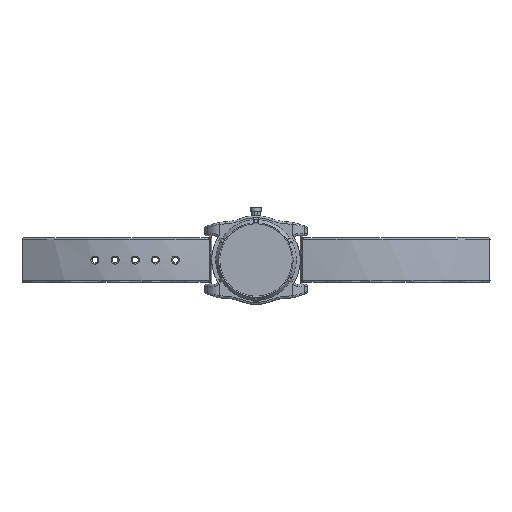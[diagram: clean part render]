
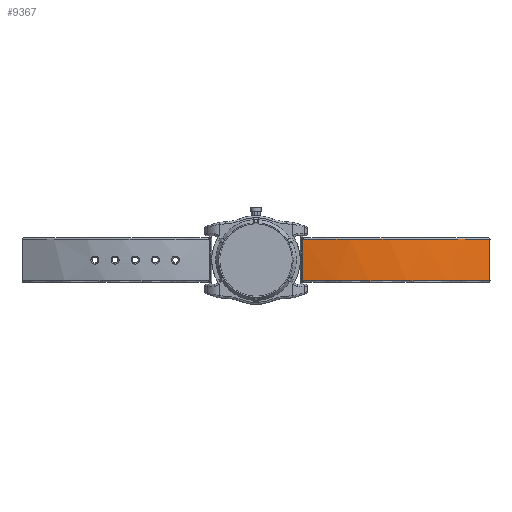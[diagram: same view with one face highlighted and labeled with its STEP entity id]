
A CAD part, top view. The second image highlights one B-rep face of the part: STEP entity #9367.
In plain terms, the highlighted free-form (B-spline) face has degree [5, 1] with [15, 2] control points.
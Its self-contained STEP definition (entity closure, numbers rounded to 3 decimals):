
#9231 = VERTEX_POINT('',#9232);
#9232 = CARTESIAN_POINT('',(125.246,-11.07,
    -10.148));
#9275 = EDGE_CURVE('',#9276,#9231,#9278,.T.);
#9276 = VERTEX_POINT('',#9277);
#9277 = CARTESIAN_POINT('',(125.246,11.07,
    -10.148));
#9278 = B_SPLINE_CURVE_WITH_KNOTS('',3,(#9279,#9280,#9281,#9282),
  .UNSPECIFIED.,.F.,.F.,(4,4),(0.,2.05),.PIECEWISE_BEZIER_KNOTS.);
#9279 = CARTESIAN_POINT('',(125.246,11.07,
    -10.148));
#9280 = CARTESIAN_POINT('',(125.246,3.69,
    -10.148));
#9281 = CARTESIAN_POINT('',(125.246,-3.69,
    -10.148));
#9282 = CARTESIAN_POINT('',(125.246,-11.07,
    -10.148));
#9367 = ADVANCED_FACE('',(#9368),#9402,.F.);
#9368 = FACE_BOUND('',#9369,.F.);
#9369 = EDGE_LOOP('',(#9370,#9383,#9390,#9401));
#9370 = ORIENTED_EDGE('',*,*,#9371,.T.);
#9371 = EDGE_CURVE('',#9231,#9372,#9374,.T.);
#9372 = VERTEX_POINT('',#9373);
#9373 = CARTESIAN_POINT('',(24.9,-11.07,
    8.718));
#9374 = B_SPLINE_CURVE_WITH_KNOTS('',3,(#9375,#9376,#9377,#9378,#9379,
    #9380,#9381,#9382),.UNSPECIFIED.,.F.,.F.,(4,1,1,1,1,4),(
    -9.632,-8.256,-6.88,-4.128,
    -2.752,0.),.UNSPECIFIED.);
#9375 = CARTESIAN_POINT('',(125.246,-11.07,
    -10.148));
#9376 = CARTESIAN_POINT('',(120.985,-11.07,
    -7.583));
#9377 = CARTESIAN_POINT('',(112.264,-11.07,
    -2.791));
#9378 = CARTESIAN_POINT('',(94.03,-11.07,
    5.295));
#9379 = CARTESIAN_POINT('',(74.57,-11.07,
    10.319));
#9380 = CARTESIAN_POINT('',(49.614,-11.07,
    11.828));
#9381 = CARTESIAN_POINT('',(34.704,-11.07,
    10.415));
#9382 = CARTESIAN_POINT('',(24.9,-11.07,
    8.718));
#9383 = ORIENTED_EDGE('',*,*,#9384,.T.);
#9384 = EDGE_CURVE('',#9372,#9385,#9387,.T.);
#9385 = VERTEX_POINT('',#9386);
#9386 = CARTESIAN_POINT('',(24.9,11.07,
    8.718));
#9387 = B_SPLINE_CURVE_WITH_KNOTS('',1,(#9388,#9389),.UNSPECIFIED.,.F.,
  .F.,(2,2),(-10.25,10.25),.PIECEWISE_BEZIER_KNOTS.);
#9388 = CARTESIAN_POINT('',(24.9,-11.07,
    8.718));
#9389 = CARTESIAN_POINT('',(24.9,11.07,
    8.718));
#9390 = ORIENTED_EDGE('',*,*,#9391,.T.);
#9391 = EDGE_CURVE('',#9385,#9276,#9392,.T.);
#9392 = B_SPLINE_CURVE_WITH_KNOTS('',3,(#9393,#9394,#9395,#9396,#9397,
    #9398,#9399,#9400),.UNSPECIFIED.,.F.,.F.,(4,1,1,1,1,4),(0.,
    2.752,4.128,5.504,6.88,
    9.632),.UNSPECIFIED.);
#9393 = CARTESIAN_POINT('',(24.9,11.07,
    8.718));
#9394 = CARTESIAN_POINT('',(34.704,11.07,
    10.415));
#9395 = CARTESIAN_POINT('',(49.616,11.07,
    11.84));
#9396 = CARTESIAN_POINT('',(69.575,11.07,
    10.605));
#9397 = CARTESIAN_POINT('',(84.305,11.07,
    7.833));
#9398 = CARTESIAN_POINT('',(103.345,11.07,
    1.725));
#9399 = CARTESIAN_POINT('',(116.725,11.07,
    -5.018));
#9400 = CARTESIAN_POINT('',(125.246,11.07,
    -10.148));
#9401 = ORIENTED_EDGE('',*,*,#9275,.T.);
#9402 = B_SPLINE_SURFACE_WITH_KNOTS('',5,1,(
    (#9403,#9404)
    ,(#9405,#9406)
    ,(#9407,#9408)
    ,(#9409,#9410)
    ,(#9411,#9412)
    ,(#9413,#9414)
    ,(#9415,#9416)
    ,(#9417,#9418)
    ,(#9419,#9420)
    ,(#9421,#9422)
    ,(#9423,#9424)
    ,(#9425,#9426)
    ,(#9427,#9428)
    ,(#9429,#9430)
    ,(#9431,#9432
    )),.UNSPECIFIED.,.F.,.F.,.F.,(6,1,1,1,1,1,1,1,1,1,6),(2,2),(0.,0.1,
    0.2,0.3,0.4,0.5,0.6,0.7,0.8,0.9,1.),(-1.1,1.1),.UNSPECIFIED.);
#9403 = CARTESIAN_POINT('',(24.9,11.88,
    8.718));
#9404 = CARTESIAN_POINT('',(24.9,-11.88,
    8.718));
#9405 = CARTESIAN_POINT('',(27.054,11.88,
    9.091));
#9406 = CARTESIAN_POINT('',(27.054,-11.88,
    9.091));
#9407 = CARTESIAN_POINT('',(31.351,11.88,
    9.771));
#9408 = CARTESIAN_POINT('',(31.351,-11.88,
    9.771));
#9409 = CARTESIAN_POINT('',(37.759,11.88,
    10.592));
#9410 = CARTESIAN_POINT('',(37.759,-11.88,
    10.592));
#9411 = CARTESIAN_POINT('',(46.23,11.88,
    11.284));
#9412 = CARTESIAN_POINT('',(46.23,-11.88,
    11.284));
#9413 = CARTESIAN_POINT('',(56.688,11.88,
    11.433));
#9414 = CARTESIAN_POINT('',(56.688,-11.88,
    11.433));
#9415 = CARTESIAN_POINT('',(67.004,11.88,
    10.8));
#9416 = CARTESIAN_POINT('',(67.004,-11.88,
    10.8));
#9417 = CARTESIAN_POINT('',(77.165,11.88,
    9.324));
#9418 = CARTESIAN_POINT('',(77.165,-11.88,
    9.324));
#9419 = CARTESIAN_POINT('',(87.165,11.88,
    6.969));
#9420 = CARTESIAN_POINT('',(87.165,-11.88,
    6.969));
#9421 = CARTESIAN_POINT('',(97.012,11.88,
    3.77));
#9422 = CARTESIAN_POINT('',(97.012,-11.88,
    3.77));
#9423 = CARTESIAN_POINT('',(106.716,11.88,
    -0.208));
#9424 = CARTESIAN_POINT('',(106.716,-11.88,
    -0.208));
#9425 = CARTESIAN_POINT('',(114.374,11.88,
    -3.962));
#9426 = CARTESIAN_POINT('',(114.374,-11.88,
    -3.962));
#9427 = CARTESIAN_POINT('',(120.063,11.88,
    -7.08));
#9428 = CARTESIAN_POINT('',(120.063,-11.88,
    -7.08));
#9429 = CARTESIAN_POINT('',(123.831,11.88,
    -9.29));
#9430 = CARTESIAN_POINT('',(123.831,-11.88,
    -9.29));
#9431 = CARTESIAN_POINT('',(125.71,11.88,
    -10.428));
#9432 = CARTESIAN_POINT('',(125.71,-11.88,
    -10.428));
